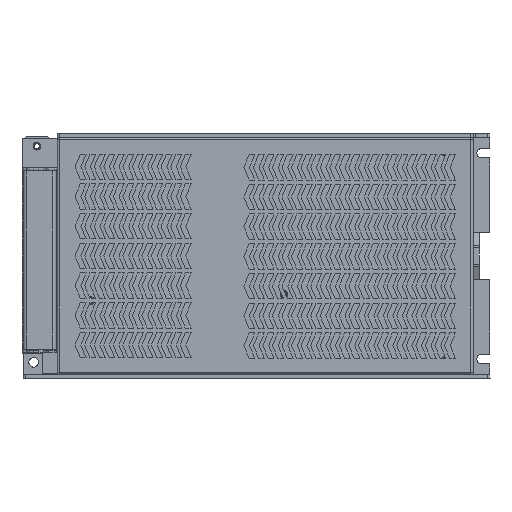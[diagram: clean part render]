
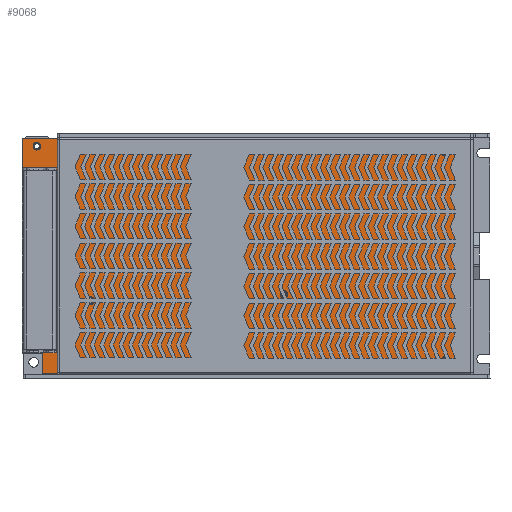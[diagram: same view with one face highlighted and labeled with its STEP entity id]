
A CAD part, top view. The second image highlights one B-rep face of the part: STEP entity #9068.
In plain terms, the highlighted planar face has unit normal (0, 0, 1).
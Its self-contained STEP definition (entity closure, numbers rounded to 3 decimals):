
#9068=ADVANCED_FACE('',(#26426,#26427,#26428,#26429,#26430,#26431),#11598,
 .T.);
#11598=PLANE('',#73191);
#18554=LINE('',#115185,#25524);
#18558=LINE('',#115193,#25528);
#18561=LINE('',#115199,#25531);
#18564=LINE('',#115205,#25534);
#18567=LINE('',#115211,#25537);
#18569=LINE('',#115214,#25539);
#25524=VECTOR('',#89136,1.);
#25528=VECTOR('',#89142,1.);
#25531=VECTOR('',#89147,1.);
#25534=VECTOR('',#89152,1.);
#25537=VECTOR('',#89157,1.);
#25539=VECTOR('',#89161,1.);
#26426=FACE_BOUND('',#30316,.T.);
#26427=FACE_BOUND('',#30317,.T.);
#26428=FACE_BOUND('',#30318,.T.);
#26429=FACE_BOUND('',#30319,.T.);
#26430=FACE_BOUND('',#30320,.T.);
#26431=FACE_BOUND('',#30321,.T.);
#30316=EDGE_LOOP('',(#50344));
#30317=EDGE_LOOP('',(#50345));
#30318=EDGE_LOOP('',(#50346));
#30319=EDGE_LOOP('',(#50347));
#30320=EDGE_LOOP('',(#50348));
#30321=EDGE_LOOP('',(#50349,#50350,#50351,#50352,#50353,#50354));
#50344=ORIENTED_EDGE('',*,*,#67302,.F.);
#50345=ORIENTED_EDGE('',*,*,#67303,.F.);
#50346=ORIENTED_EDGE('',*,*,#67304,.T.);
#50347=ORIENTED_EDGE('',*,*,#67305,.T.);
#50348=ORIENTED_EDGE('',*,*,#67306,.F.);
#50349=ORIENTED_EDGE('',*,*,#67286,.T.);
#50350=ORIENTED_EDGE('',*,*,#67290,.T.);
#50351=ORIENTED_EDGE('',*,*,#67293,.T.);
#50352=ORIENTED_EDGE('',*,*,#67296,.T.);
#50353=ORIENTED_EDGE('',*,*,#67299,.T.);
#50354=ORIENTED_EDGE('',*,*,#67301,.T.);
#57273=VERTEX_POINT('',#115184);
#57274=VERTEX_POINT('',#115186);
#57276=VERTEX_POINT('',#115192);
#57278=VERTEX_POINT('',#115198);
#57280=VERTEX_POINT('',#115204);
#57282=VERTEX_POINT('',#115210);
#57283=VERTEX_POINT('',#115217);
#57284=VERTEX_POINT('',#115219);
#57285=VERTEX_POINT('',#115221);
#57286=VERTEX_POINT('',#115223);
#57287=VERTEX_POINT('',#115225);
#67286=EDGE_CURVE('',#57274,#57273,#18554,.T.);
#67290=EDGE_CURVE('',#57273,#57276,#18558,.T.);
#67293=EDGE_CURVE('',#57276,#57278,#18561,.T.);
#67296=EDGE_CURVE('',#57278,#57280,#18564,.T.);
#67299=EDGE_CURVE('',#57280,#57282,#18567,.T.);
#67301=EDGE_CURVE('',#57282,#57274,#18569,.T.);
#67302=EDGE_CURVE('',#57283,#57283,#68685,.T.);
#67303=EDGE_CURVE('',#57284,#57284,#68686,.T.);
#67304=EDGE_CURVE('',#57285,#57285,#68687,.T.);
#67305=EDGE_CURVE('',#57286,#57286,#68688,.T.);
#67306=EDGE_CURVE('',#57287,#57287,#68689,.T.);
#68685=CIRCLE('',#73186,1.8);
#68686=CIRCLE('',#73187,1.85);
#68687=CIRCLE('',#73188,1.7);
#68688=CIRCLE('',#73189,1.8);
#68689=CIRCLE('',#73190,1.85);
#73186=AXIS2_PLACEMENT_3D('',#115216,#89164,#89165);
#73187=AXIS2_PLACEMENT_3D('',#115218,#89166,#89167);
#73188=AXIS2_PLACEMENT_3D('',#115220,#89168,#89169);
#73189=AXIS2_PLACEMENT_3D('',#115222,#89170,#89171);
#73190=AXIS2_PLACEMENT_3D('',#115224,#89172,#89173);
#73191=AXIS2_PLACEMENT_3D('',#115226,#89174,#89175);
#89136=DIRECTION('',(0.,-1.,0.));
#89142=DIRECTION('',(1.,0.,0.));
#89147=DIRECTION('',(0.,1.,0.));
#89152=DIRECTION('',(-1.,0.,0.));
#89157=DIRECTION('',(0.,-1.,0.));
#89161=DIRECTION('',(-1.,0.,0.));
#89164=DIRECTION('',(0.,0.,1.));
#89165=DIRECTION('',(1.,0.,0.));
#89166=DIRECTION('',(0.,0.,1.));
#89167=DIRECTION('',(1.,0.,0.));
#89168=DIRECTION('',(0.,0.,-1.));
#89169=DIRECTION('',(1.,0.,0.));
#89170=DIRECTION('',(0.,0.,-1.));
#89171=DIRECTION('',(1.,0.,0.));
#89172=DIRECTION('',(0.,0.,1.));
#89173=DIRECTION('',(1.,0.,0.));
#89174=DIRECTION('',(0.,0.,1.));
#89175=DIRECTION('',(1.,0.,0.));
#115184=CARTESIAN_POINT('',(-55.5,-101.875,1.6));
#115185=CARTESIAN_POINT('',(-55.5,92.375,1.6));
#115186=CARTESIAN_POINT('',(-55.5,92.375,1.6));
#115192=CARTESIAN_POINT('',(55.5,-101.875,1.6));
#115193=CARTESIAN_POINT('',(-55.5,-101.875,1.6));
#115198=CARTESIAN_POINT('',(55.5,101.875,1.6));
#115199=CARTESIAN_POINT('',(55.5,-101.875,1.6));
#115204=CARTESIAN_POINT('',(-46.,101.875,1.6));
#115205=CARTESIAN_POINT('',(55.5,101.875,1.6));
#115210=CARTESIAN_POINT('',(-46.,92.375,1.6));
#115211=CARTESIAN_POINT('',(-46.,101.875,1.6));
#115214=CARTESIAN_POINT('',(-46.,92.375,1.6));
#115216=CARTESIAN_POINT('',(-21.,69.375,1.6));
#115217=CARTESIAN_POINT('',(-19.2,69.375,1.6));
#115218=CARTESIAN_POINT('',(-49.,-97.625,1.6));
#115219=CARTESIAN_POINT('',(-47.15,-97.625,1.6));
#115220=CARTESIAN_POINT('',(-18.,-21.625,1.6));
#115221=CARTESIAN_POINT('',(-16.3,-21.625,1.6));
#115222=CARTESIAN_POINT('',(51.75,94.875,1.6));
#115223=CARTESIAN_POINT('',(53.55,94.875,1.6));
#115224=CARTESIAN_POINT('',(49.,-97.625,1.6));
#115225=CARTESIAN_POINT('',(50.85,-97.625,1.6));
#115226=CARTESIAN_POINT('',(0.,0.,1.6));
